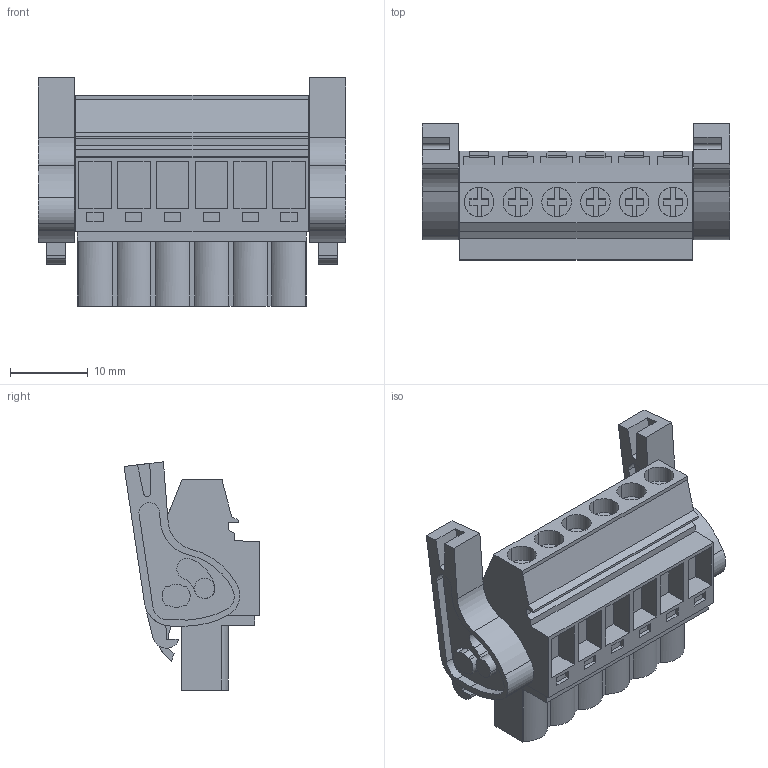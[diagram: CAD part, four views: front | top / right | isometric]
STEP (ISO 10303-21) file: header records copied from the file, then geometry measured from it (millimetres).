
FILE_DESCRIPTION(('CATIA V5 STEP Exchange','CAx-IF Rec.Pracs.--- Model Styling and Organization---1.2---2011-12-15'),'2;1');
FILE_NAME ('D1460509_0_1961150000_1961150000.stp','2017-09-20T17:18:59+00:00',('none'),('Weidmueller'),'CATIA Version 5-6 Release 2014','CATIA V5 STEP AP214','none');
FILE_SCHEMA(('AUTOMOTIVE_DESIGN { 1 0 10303 214 1 1 1 1 }'));
Length unit declared in the file: millimetre
Products named in the file (1): 1961150000
Bounding box: 39.7 x 17.52 x 29.42 mm (x, y, z)
Volume: 7799.5 mm3; surface area: 6174.8 mm2
Topology: 9 solids, 9 shells, 560 faces, 1548 edges, 1040 vertices
Faces by surface type: plane 450, cylinder 91, extrusion 19
Entity records: 16906 total; most frequent: CARTESIAN_POINT 3285, ORIENTED_EDGE 3096, DIRECTION 2265, EDGE_CURVE 1548, VECTOR 1299, LINE 1280, VERTEX_POINT 1040, EDGE_LOOP 603
